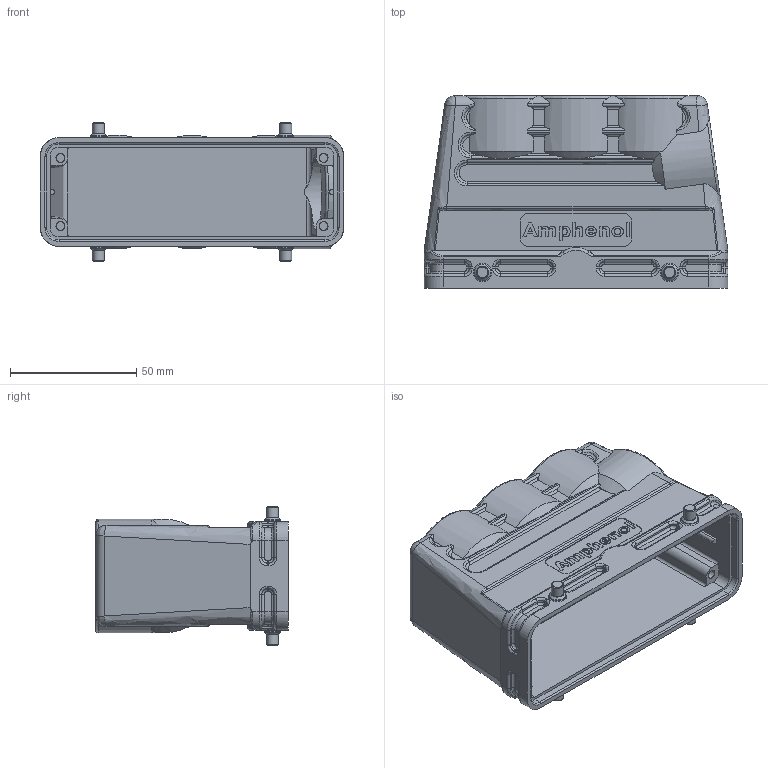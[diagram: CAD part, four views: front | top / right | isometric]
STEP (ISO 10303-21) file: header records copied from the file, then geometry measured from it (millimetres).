
FILE_DESCRIPTION(/* description */ (''),/* implementation_level */ '2;1');
FILE_NAME(/* name */ 'c146 21r024 500 8nxc001-04.stp',/* time_stamp */ '2020-01-08T14:41:10+01:00',/* author */ (''),/* organization */ (''),/* preprocessor_version */ 'ST-DEVELOPER v16.7',/* originating_system */ 'SIEMENS PLM Software NX 12.0',/* authorisation */ '');
FILE_SCHEMA (('AUTOMOTIVE_DESIGN { 1 0 10303 214 3 1 1 1 }'));
Length unit declared in the file: millimetre
Products named in the file (1): c146 21r024 500 8nxc001-04
Bounding box: 120.01 x 76 x 55 mm (x, y, z)
Volume: 77337.1 mm3; surface area: 52693.5 mm2
Topology: 1 solids, 1 shells, 733 faces, 1855 edges, 1144 vertices
Faces by surface type: cylinder 211, plane 209, bspline 197, extrusion 66, cone 38, torus 12
Full cylindrical faces by diameter (mm): 4.8 x4, 6.5 x4, 30.5 x1
Entity records: 27341 total; most frequent: CARTESIAN_POINT 11505, ORIENTED_EDGE 3628, DIRECTION 2853, EDGE_CURVE 1814, VERTEX_POINT 1141, AXIS2_PLACEMENT_3D 1009, VECTOR 835, EDGE_LOOP 793
